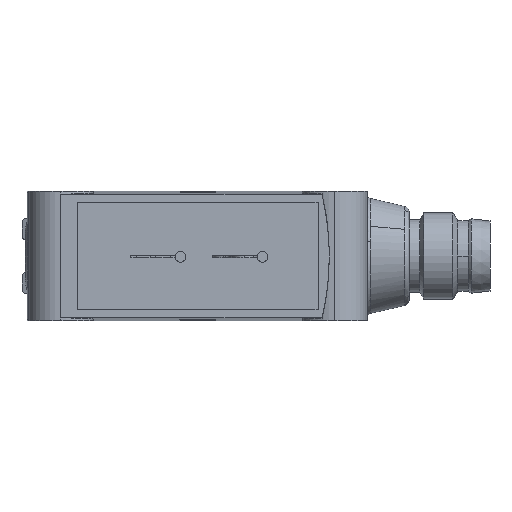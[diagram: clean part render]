
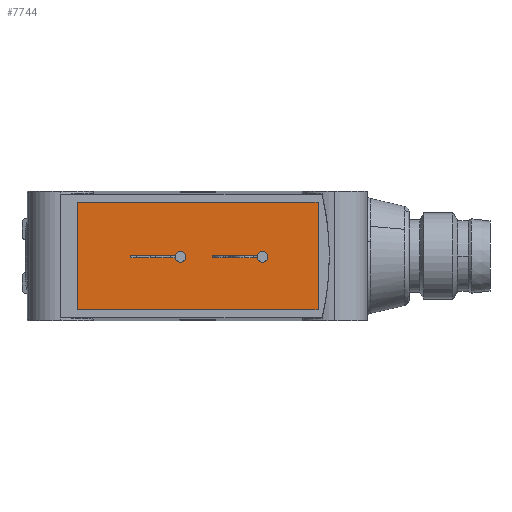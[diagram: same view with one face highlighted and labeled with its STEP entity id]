
A CAD part, left-side view. The second image highlights one B-rep face of the part: STEP entity #7744.
In plain terms, the highlighted planar face has unit normal (-1, 0, 0).
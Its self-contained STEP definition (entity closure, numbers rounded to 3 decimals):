
#2051 = CARTESIAN_POINT ( 'NONE',  ( -10.35, 0., 5. ) ) ;
#2244 = VECTOR ( 'NONE', #4913, 1000. ) ;
#2501 = EDGE_CURVE ( 'NONE', #17061, #15335, #16250, .T. ) ;
#2562 = CARTESIAN_POINT ( 'NONE',  ( -10.35, 11.15, 5. ) ) ;
#3280 = VERTEX_POINT ( 'NONE', #8677 ) ;
#3897 = VECTOR ( 'NONE', #5277, 1000. ) ;
#4366 = EDGE_CURVE ( 'NONE', #15335, #18396, #11823, .T. ) ;
#4913 = DIRECTION ( 'NONE',  ( 0., 0., 1. ) ) ;
#5277 = DIRECTION ( 'NONE',  ( 0., -1., 0. ) ) ;
#7115 = DIRECTION ( 'NONE',  ( 0., 1., 0. ) ) ;
#7744 = ADVANCED_FACE ( 'NONE', ( #17856 ), #15981, .T. ) ;
#8656 = LINE ( 'NONE', #22673, #11682 ) ;
#8677 = CARTESIAN_POINT ( 'NONE',  ( -10.35, 11.15, -5. ) ) ;
#8872 = ORIENTED_EDGE ( 'NONE', *, *, #2501, .F. ) ;
#10078 = CARTESIAN_POINT ( 'NONE',  ( -10.35, -11.15, -5. ) ) ;
#11368 = VECTOR ( 'NONE', #20945, 1000. ) ;
#11682 = VECTOR ( 'NONE', #7115, 1000. ) ;
#11687 = DIRECTION ( 'NONE',  ( -1., 0., 0. ) ) ;
#11823 = LINE ( 'NONE', #13662, #11368 ) ;
#11832 = EDGE_LOOP ( 'NONE', ( #13204, #15197, #20393, #8872 ) ) ;
#13204 = ORIENTED_EDGE ( 'NONE', *, *, #19603, .F. ) ;
#13662 = CARTESIAN_POINT ( 'NONE',  ( -10.35, -11.15, 0. ) ) ;
#14033 = CARTESIAN_POINT ( 'NONE',  ( -10.35, -11.15, 5. ) ) ;
#14097 = AXIS2_PLACEMENT_3D ( 'NONE', #15037, #11687, #20698 ) ;
#14207 = LINE ( 'NONE', #21284, #2244 ) ;
#15037 = CARTESIAN_POINT ( 'NONE',  ( -10.35, -11.711, 5.253 ) ) ;
#15197 = ORIENTED_EDGE ( 'NONE', *, *, #22979, .F. ) ;
#15335 = VERTEX_POINT ( 'NONE', #14033 ) ;
#15981 = PLANE ( 'NONE',  #14097 ) ;
#16250 = LINE ( 'NONE', #2051, #3897 ) ;
#17061 = VERTEX_POINT ( 'NONE', #2562 ) ;
#17856 = FACE_OUTER_BOUND ( 'NONE', #11832, .T. ) ;
#18396 = VERTEX_POINT ( 'NONE', #10078 ) ;
#19603 = EDGE_CURVE ( 'NONE', #3280, #17061, #14207, .T. ) ;
#20393 = ORIENTED_EDGE ( 'NONE', *, *, #4366, .F. ) ;
#20698 = DIRECTION ( 'NONE',  ( 0., 1., 0. ) ) ;
#20945 = DIRECTION ( 'NONE',  ( 0., 0., -1. ) ) ;
#21284 = CARTESIAN_POINT ( 'NONE',  ( -10.35, 11.15, 0. ) ) ;
#22673 = CARTESIAN_POINT ( 'NONE',  ( -10.35, 0., -5. ) ) ;
#22979 = EDGE_CURVE ( 'NONE', #18396, #3280, #8656, .T. ) ;
